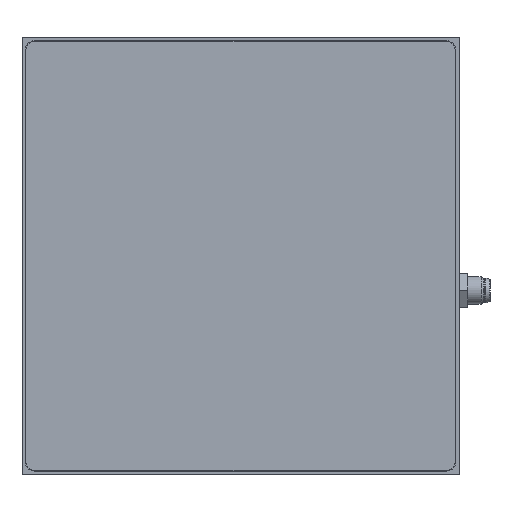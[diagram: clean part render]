
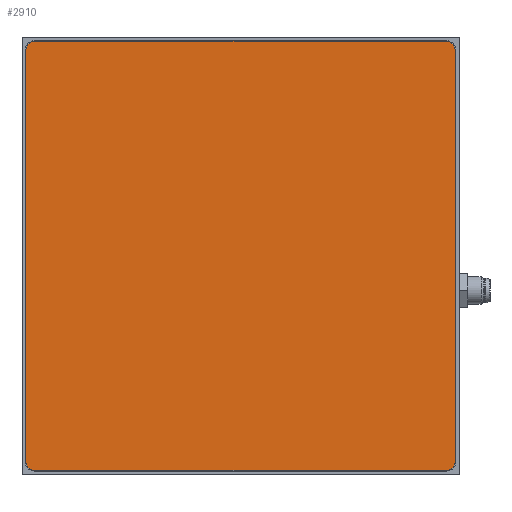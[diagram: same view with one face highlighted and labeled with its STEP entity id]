
A CAD part, top view. The second image highlights one B-rep face of the part: STEP entity #2910.
In plain terms, the highlighted planar face has unit normal (0, 0, 1).
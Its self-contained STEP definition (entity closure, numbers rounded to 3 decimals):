
#289=LINE('',#4783,#553);
#293=LINE('',#4795,#557);
#297=LINE('',#4807,#561);
#301=LINE('',#4817,#565);
#553=VECTOR('',#3969,119.7);
#557=VECTOR('',#3981,119.7);
#561=VECTOR('',#3993,119.7);
#565=VECTOR('',#4005,119.7);
#668=PLANE('',#3191);
#1041=FACE_OUTER_BOUND('',#1267,.T.);
#1267=EDGE_LOOP('',(#2727,#2728,#2729,#2730,#2731,#2732,#2733,#2734));
#1364=CIRCLE('',#3176,2.5);
#1366=CIRCLE('',#3180,2.5);
#1368=CIRCLE('',#3184,2.5);
#1370=CIRCLE('',#3188,2.5);
#1620=VERTEX_POINT('',#4774);
#1621=VERTEX_POINT('',#4776);
#1623=VERTEX_POINT('',#4782);
#1625=VERTEX_POINT('',#4788);
#1627=VERTEX_POINT('',#4794);
#1629=VERTEX_POINT('',#4800);
#1631=VERTEX_POINT('',#4806);
#1633=VERTEX_POINT('',#4812);
#1979=EDGE_CURVE('',#1621,#1620,#1364,.T.);
#1982=EDGE_CURVE('',#1623,#1621,#289,.T.);
#1985=EDGE_CURVE('',#1625,#1623,#1366,.T.);
#1988=EDGE_CURVE('',#1627,#1625,#293,.T.);
#1991=EDGE_CURVE('',#1629,#1627,#1368,.T.);
#1994=EDGE_CURVE('',#1631,#1629,#297,.T.);
#1997=EDGE_CURVE('',#1633,#1631,#1370,.T.);
#2000=EDGE_CURVE('',#1620,#1633,#301,.T.);
#2727=ORIENTED_EDGE('',*,*,#2000,.T.);
#2728=ORIENTED_EDGE('',*,*,#1997,.T.);
#2729=ORIENTED_EDGE('',*,*,#1994,.T.);
#2730=ORIENTED_EDGE('',*,*,#1991,.T.);
#2731=ORIENTED_EDGE('',*,*,#1988,.T.);
#2732=ORIENTED_EDGE('',*,*,#1985,.T.);
#2733=ORIENTED_EDGE('',*,*,#1982,.T.);
#2734=ORIENTED_EDGE('',*,*,#1979,.T.);
#2910=ADVANCED_FACE('',(#1041),#668,.T.);
#3176=AXIS2_PLACEMENT_3D('',#4777,#3963,#3964);
#3180=AXIS2_PLACEMENT_3D('',#4789,#3975,#3976);
#3184=AXIS2_PLACEMENT_3D('',#4801,#3987,#3988);
#3188=AXIS2_PLACEMENT_3D('',#4813,#3999,#4000);
#3191=AXIS2_PLACEMENT_3D('',#4819,#4008,#4009);
#3963=DIRECTION('center_axis',(0.,0.,1.));
#3964=DIRECTION('ref_axis',(-1.,0.,0.));
#3969=DIRECTION('',(0.,1.,0.));
#3975=DIRECTION('center_axis',(0.,0.,1.));
#3976=DIRECTION('ref_axis',(0.,1.,0.));
#3981=DIRECTION('',(1.,0.,0.));
#3987=DIRECTION('center_axis',(0.,0.,1.));
#3988=DIRECTION('ref_axis',(1.,0.,0.));
#3993=DIRECTION('',(0.,-1.,0.));
#3999=DIRECTION('center_axis',(0.,0.,1.));
#4000=DIRECTION('ref_axis',(0.,-1.,0.));
#4005=DIRECTION('',(-1.,0.,0.));
#4008=DIRECTION('center_axis',(0.,0.,1.));
#4009=DIRECTION('ref_axis',(1.,0.,0.));
#4774=CARTESIAN_POINT('',(59.85,62.35,3.));
#4776=CARTESIAN_POINT('',(62.35,59.85,3.));
#4777=CARTESIAN_POINT('Origin',(59.85,59.85,3.));
#4782=CARTESIAN_POINT('',(62.35,-59.85,3.));
#4783=CARTESIAN_POINT('',(62.35,59.85,3.));
#4788=CARTESIAN_POINT('',(59.85,-62.35,3.));
#4789=CARTESIAN_POINT('Origin',(59.85,-59.85,3.));
#4794=CARTESIAN_POINT('',(-59.85,-62.35,3.));
#4795=CARTESIAN_POINT('',(59.85,-62.35,3.));
#4800=CARTESIAN_POINT('',(-62.35,-59.85,3.));
#4801=CARTESIAN_POINT('Origin',(-59.85,-59.85,3.));
#4806=CARTESIAN_POINT('',(-62.35,59.85,3.));
#4807=CARTESIAN_POINT('',(-62.35,-59.85,3.));
#4812=CARTESIAN_POINT('',(-59.85,62.35,3.));
#4813=CARTESIAN_POINT('Origin',(-59.85,59.85,3.));
#4817=CARTESIAN_POINT('',(-59.85,62.35,3.));
#4819=CARTESIAN_POINT('Origin',(0.,0.,
3.));
